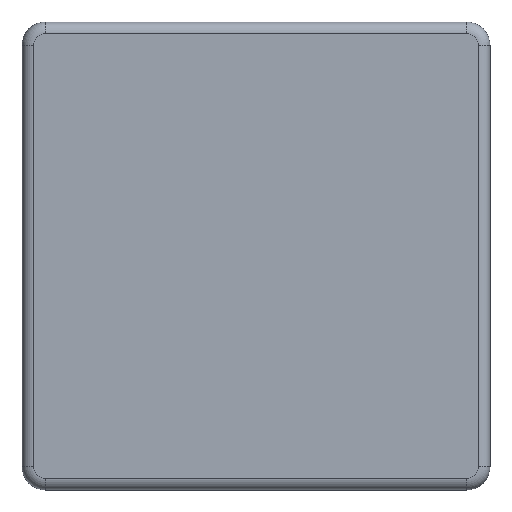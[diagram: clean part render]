
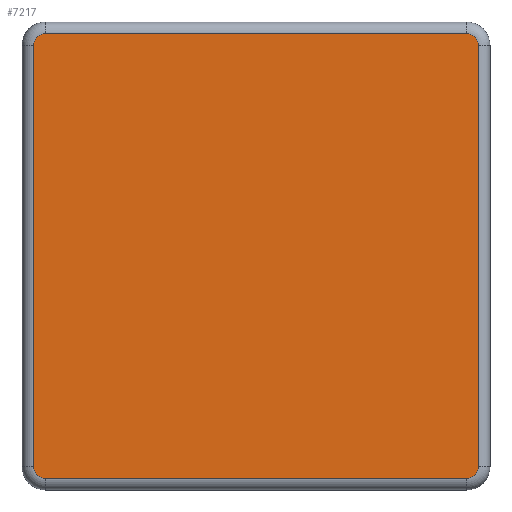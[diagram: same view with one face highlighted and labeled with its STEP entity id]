
A CAD part, front view. The second image highlights one B-rep face of the part: STEP entity #7217.
In plain terms, the highlighted planar face has unit normal (0, -1, 0).
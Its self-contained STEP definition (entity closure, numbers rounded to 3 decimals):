
#128 = ORIENTED_EDGE ( 'NONE', *, *, #6002, .T. ) ;
#346 = DIRECTION ( 'NONE',  ( 0., 1., 0. ) ) ;
#502 = CIRCLE ( 'NONE', #3699, 1.5 ) ;
#503 = DIRECTION ( 'NONE',  ( 0., -1., 0. ) ) ;
#654 = CARTESIAN_POINT ( 'NONE',  ( 0., 0., 19.855 ) ) ;
#674 = VERTEX_POINT ( 'NONE', #2627 ) ;
#815 = LINE ( 'NONE', #8118, #1580 ) ;
#1052 = ORIENTED_EDGE ( 'NONE', *, *, #5088, .T. ) ;
#1380 = CIRCLE ( 'NONE', #5939, 1.5 ) ;
#1580 = VECTOR ( 'NONE', #5733, 1000. ) ;
#1586 = VECTOR ( 'NONE', #4019, 1000. ) ;
#1589 = CARTESIAN_POINT ( 'NONE',  ( 0., 0., -37.145 ) ) ;
#1670 = LINE ( 'NONE', #654, #8679 ) ;
#1881 = CARTESIAN_POINT ( 'NONE',  ( -48.975, 0., -35.645 ) ) ;
#1998 = EDGE_CURVE ( 'NONE', #6345, #6476, #1670, .T. ) ;
#2161 = DIRECTION ( 'NONE',  ( 0., -1., 0. ) ) ;
#2429 = VERTEX_POINT ( 'NONE', #10301 ) ;
#2462 = VERTEX_POINT ( 'NONE', #3383 ) ;
#2627 = CARTESIAN_POINT ( 'NONE',  ( 6.525, 0., -37.145 ) ) ;
#3001 = AXIS2_PLACEMENT_3D ( 'NONE', #6331, #4737, #5593 ) ;
#3002 = CIRCLE ( 'NONE', #8925, 1.5 ) ;
#3056 = DIRECTION ( 'NONE',  ( 0., 0., 1. ) ) ;
#3118 = EDGE_CURVE ( 'NONE', #674, #8163, #502, .T. ) ;
#3219 = CARTESIAN_POINT ( 'NONE',  ( 6.525, 0., 19.855 ) ) ;
#3383 = CARTESIAN_POINT ( 'NONE',  ( -47.475, 0., -37.145 ) ) ;
#3536 = CARTESIAN_POINT ( 'NONE',  ( -47.475, 0., 19.855 ) ) ;
#3570 = DIRECTION ( 'NONE',  ( 0., 0., 1. ) ) ;
#3699 = AXIS2_PLACEMENT_3D ( 'NONE', #7750, #503, #9980 ) ;
#3743 = EDGE_CURVE ( 'NONE', #2462, #674, #8839, .T. ) ;
#3764 = AXIS2_PLACEMENT_3D ( 'NONE', #4363, #346, #3570 ) ;
#4019 = DIRECTION ( 'NONE',  ( 1., 0., 0. ) ) ;
#4254 = CARTESIAN_POINT ( 'NONE',  ( 8.025, 0., 18.355 ) ) ;
#4363 = CARTESIAN_POINT ( 'NONE',  ( 0., 0., 0. ) ) ;
#4656 = CARTESIAN_POINT ( 'NONE',  ( 6.525, 0., 18.355 ) ) ;
#4694 = VERTEX_POINT ( 'NONE', #1881 ) ;
#4737 = DIRECTION ( 'NONE',  ( 0., -1., 0. ) ) ;
#5088 = EDGE_CURVE ( 'NONE', #6476, #2429, #6722, .T. ) ;
#5593 = DIRECTION ( 'NONE',  ( 0., 0., 1. ) ) ;
#5733 = DIRECTION ( 'NONE',  ( 0., 0., -1. ) ) ;
#5739 = VERTEX_POINT ( 'NONE', #4254 ) ;
#5939 = AXIS2_PLACEMENT_3D ( 'NONE', #4656, #10230, #6198 ) ;
#5953 = FACE_OUTER_BOUND ( 'NONE', #7265, .T. ) ;
#6002 = EDGE_CURVE ( 'NONE', #5739, #6345, #1380, .T. ) ;
#6141 = EDGE_CURVE ( 'NONE', #8163, #5739, #8461, .T. ) ;
#6198 = DIRECTION ( 'NONE',  ( 0., 0., 1. ) ) ;
#6251 = DIRECTION ( 'NONE',  ( -1., 0., 0. ) ) ;
#6331 = CARTESIAN_POINT ( 'NONE',  ( -47.475, 0., 18.355 ) ) ;
#6345 = VERTEX_POINT ( 'NONE', #3219 ) ;
#6476 = VERTEX_POINT ( 'NONE', #3536 ) ;
#6722 = CIRCLE ( 'NONE', #3001, 1.5 ) ;
#6871 = CARTESIAN_POINT ( 'NONE',  ( 8.025, 0., 0. ) ) ;
#6902 = ORIENTED_EDGE ( 'NONE', *, *, #3118, .T. ) ;
#7165 = ORIENTED_EDGE ( 'NONE', *, *, #7409, .T. ) ;
#7217 = ADVANCED_FACE ( 'NONE', ( #5953 ), #8394, .F. ) ;
#7265 = EDGE_LOOP ( 'NONE', ( #8990, #1052, #7165, #7675, #10226, #6902, #8780, #128 ) ) ;
#7409 = EDGE_CURVE ( 'NONE', #2429, #4694, #815, .T. ) ;
#7493 = CARTESIAN_POINT ( 'NONE',  ( 8.025, 0., -35.645 ) ) ;
#7675 = ORIENTED_EDGE ( 'NONE', *, *, #10206, .T. ) ;
#7750 = CARTESIAN_POINT ( 'NONE',  ( 6.525, 0., -35.645 ) ) ;
#8118 = CARTESIAN_POINT ( 'NONE',  ( -48.975, 0., 0. ) ) ;
#8163 = VERTEX_POINT ( 'NONE', #7493 ) ;
#8394 = PLANE ( 'NONE',  #3764 ) ;
#8461 = LINE ( 'NONE', #6871, #9483 ) ;
#8679 = VECTOR ( 'NONE', #6251, 1000. ) ;
#8780 = ORIENTED_EDGE ( 'NONE', *, *, #6141, .T. ) ;
#8839 = LINE ( 'NONE', #1589, #1586 ) ;
#8925 = AXIS2_PLACEMENT_3D ( 'NONE', #9416, #2161, #3056 ) ;
#8990 = ORIENTED_EDGE ( 'NONE', *, *, #1998, .T. ) ;
#9416 = CARTESIAN_POINT ( 'NONE',  ( -47.475, 0., -35.645 ) ) ;
#9483 = VECTOR ( 'NONE', #9509, 1000. ) ;
#9509 = DIRECTION ( 'NONE',  ( 0., 0., 1. ) ) ;
#9980 = DIRECTION ( 'NONE',  ( 0., 0., 1. ) ) ;
#10206 = EDGE_CURVE ( 'NONE', #4694, #2462, #3002, .T. ) ;
#10226 = ORIENTED_EDGE ( 'NONE', *, *, #3743, .T. ) ;
#10230 = DIRECTION ( 'NONE',  ( 0., -1., 0. ) ) ;
#10301 = CARTESIAN_POINT ( 'NONE',  ( -48.975, 0., 18.355 ) ) ;
